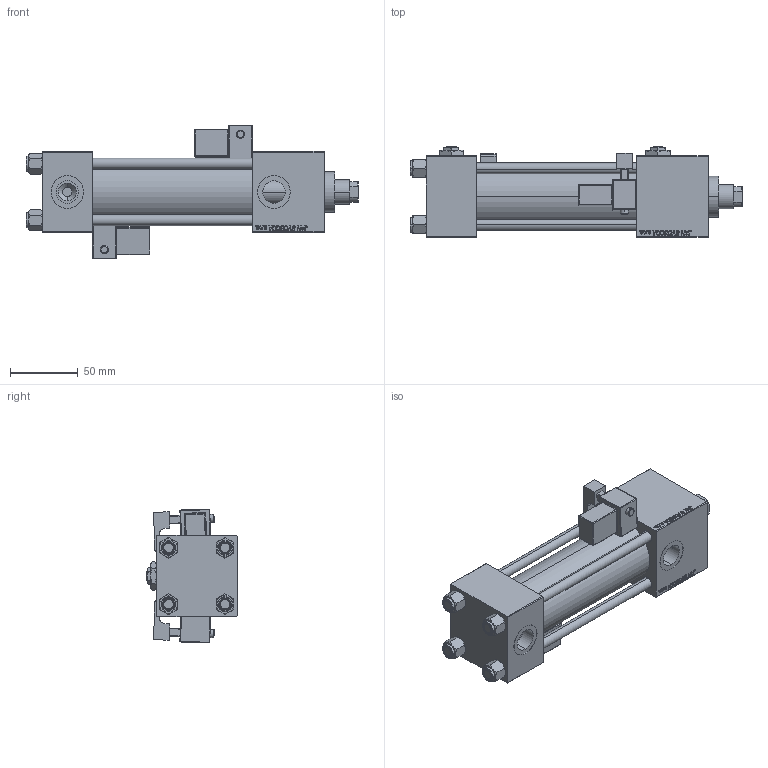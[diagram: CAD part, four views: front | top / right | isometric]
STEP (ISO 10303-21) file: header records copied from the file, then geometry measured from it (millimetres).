
FILE_DESCRIPTION (( 'STEP AP203' ), '1' );
FILE_NAME ('347a.STEP', '2025-01-27T08:49:15', ( '' ), ( '' ), 'SwSTEP 2.0', 'SolidWorks 2019', '' );
FILE_SCHEMA (( 'CONFIG_CONTROL_DESIGN' ));
Length unit declared in the file: millimetre
Products named in the file (8): V215_VC_A cd08463ea0cd3d900fc3725644effa15; V215CR_C_TYCINKA cd08463ea0cd3d900fc3725644effa15; V215CR_VCP_C cd08463ea0cd3d900fc3725644effa15; V215CR_C_Body cd08463ea0cd3d900fc3725644effa15; 347a; Zatka_pro_OIL_PORT cd08463ea0cd3d900fc3725644effa15; V215CR_MSU cd08463ea0cd3d900fc3725644effa15; NUT_M5_C cd08463ea0cd3d900fc3725644effa15
Assembly tree (15 placements, depth 2):
  347a
    V215CR_C_Body cd08463ea0cd3d900fc3725644effa15
    V215CR_VCP_C cd08463ea0cd3d900fc3725644effa15
    NUT_M5_C cd08463ea0cd3d900fc3725644effa15  x4
    V215CR_C_TYCINKA cd08463ea0cd3d900fc3725644effa15  x4
    V215_VC_A cd08463ea0cd3d900fc3725644effa15
    V215CR_MSU cd08463ea0cd3d900fc3725644effa15  x2
    Zatka_pro_OIL_PORT cd08463ea0cd3d900fc3725644effa15  x2
Bounding box: 245 x 67 x 98.85 mm (x, y, z)
Volume: 491325 mm3; surface area: 146057.9 mm2
Topology: 15 solids, 15 shells, 1404 faces, 3468 edges, 2199 vertices
Faces by surface type: plane 632, bspline 392, cone 178, cylinder 158, sphere 24, torus 20
Entity records: 54489 total; most frequent: CARTESIAN_POINT 28084, ORIENTED_EDGE 5854, DIRECTION 3955, EDGE_CURVE 2927, VERTEX_POINT 1901, VECTOR 1739, LINE 1739, EDGE_LOOP 1304
